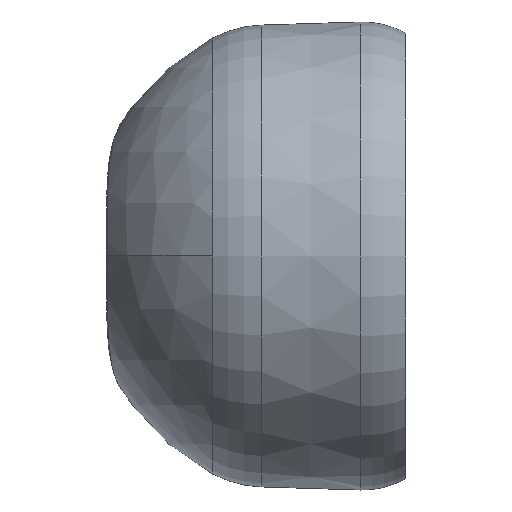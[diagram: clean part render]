
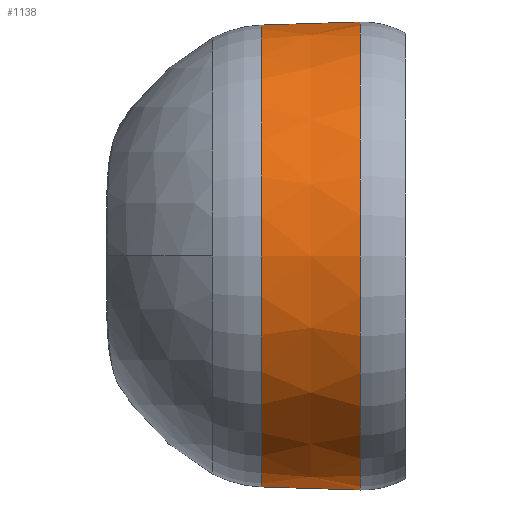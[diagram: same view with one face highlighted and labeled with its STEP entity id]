
A CAD part, left-side view. The second image highlights one B-rep face of the part: STEP entity #1138.
In plain terms, the highlighted conical face has half-angle 1.772 degrees and reference radius 23.5 mm.
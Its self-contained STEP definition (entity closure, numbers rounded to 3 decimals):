
#8 = AXIS2_PLACEMENT_3D ( 'NONE', #2018, #1401, #1255 ) ;
#40 = EDGE_CURVE ( 'NONE', #602, #1969, #1576, .T. ) ;
#120 = VERTEX_POINT ( 'NONE', #331 ) ;
#132 = CIRCLE ( 'NONE', #8, 23.19 ) ;
#136 = DIRECTION ( 'NONE',  ( 0., -1., 0. ) ) ;
#229 = ORIENTED_EDGE ( 'NONE', *, *, #1411, .T. ) ;
#257 = CARTESIAN_POINT ( 'NONE',  ( 0., 14.02, 23.19 ) ) ;
#305 = CONICAL_SURFACE ( 'NONE', #1717, 23.5, 0.031 ) ;
#318 = DIRECTION ( 'NONE',  ( 0., -1., 0.031 ) ) ;
#322 = CARTESIAN_POINT ( 'NONE',  ( 0., 4.031, 23.5 ) ) ;
#331 = CARTESIAN_POINT ( 'NONE',  ( 0., 4.031, -23.5 ) ) ;
#469 = DIRECTION ( 'NONE',  ( 0., -1., 0. ) ) ;
#471 = DIRECTION ( 'NONE',  ( 0., 0., -1. ) ) ;
#602 = VERTEX_POINT ( 'NONE', #257 ) ;
#744 = FACE_OUTER_BOUND ( 'NONE', #1990, .T. ) ;
#757 = CARTESIAN_POINT ( 'NONE',  ( 0., 4.031, 0. ) ) ;
#787 = EDGE_CURVE ( 'NONE', #1711, #120, #1449, .T. ) ;
#995 = CARTESIAN_POINT ( 'NONE',  ( 0., 14.02, -23.19 ) ) ;
#1077 = CIRCLE ( 'NONE', #1650, 23.5 ) ;
#1138 = ADVANCED_FACE ( 'NONE', ( #744 ), #305, .T. ) ;
#1178 = VECTOR ( 'NONE', #318, 1000. ) ;
#1255 = DIRECTION ( 'NONE',  ( 0., 0., -1. ) ) ;
#1312 = EDGE_CURVE ( 'NONE', #1969, #120, #1077, .T. ) ;
#1351 = ORIENTED_EDGE ( 'NONE', *, *, #787, .T. ) ;
#1369 = ORIENTED_EDGE ( 'NONE', *, *, #40, .F. ) ;
#1375 = DIRECTION ( 'NONE',  ( 0., -1., -0.031 ) ) ;
#1396 = CARTESIAN_POINT ( 'NONE',  ( 0., 4.031, -23.5 ) ) ;
#1401 = DIRECTION ( 'NONE',  ( 0., -1., 0. ) ) ;
#1411 = EDGE_CURVE ( 'NONE', #602, #1711, #132, .T. ) ;
#1449 = LINE ( 'NONE', #1396, #1913 ) ;
#1576 = LINE ( 'NONE', #1851, #1178 ) ;
#1650 = AXIS2_PLACEMENT_3D ( 'NONE', #1708, #469, #1859 ) ;
#1708 = CARTESIAN_POINT ( 'NONE',  ( 0., 4.031, 0. ) ) ;
#1711 = VERTEX_POINT ( 'NONE', #995 ) ;
#1717 = AXIS2_PLACEMENT_3D ( 'NONE', #757, #136, #471 ) ;
#1829 = ORIENTED_EDGE ( 'NONE', *, *, #1312, .F. ) ;
#1851 = CARTESIAN_POINT ( 'NONE',  ( 0., 4.031, 23.5 ) ) ;
#1859 = DIRECTION ( 'NONE',  ( 0., 0., -1. ) ) ;
#1913 = VECTOR ( 'NONE', #1375, 1000. ) ;
#1969 = VERTEX_POINT ( 'NONE', #322 ) ;
#1990 = EDGE_LOOP ( 'NONE', ( #1369, #229, #1351, #1829 ) ) ;
#2018 = CARTESIAN_POINT ( 'NONE',  ( 0., 14.02, 0. ) ) ;
